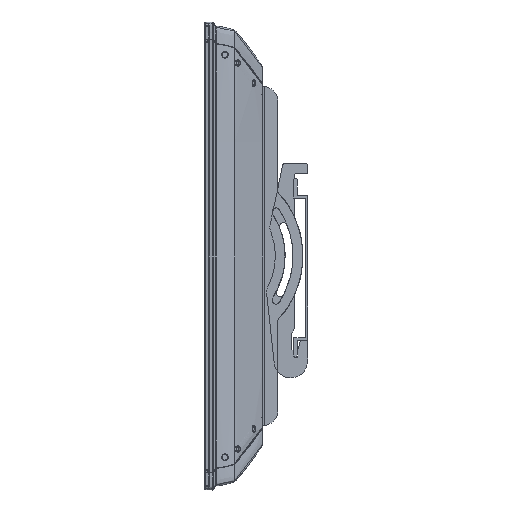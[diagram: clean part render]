
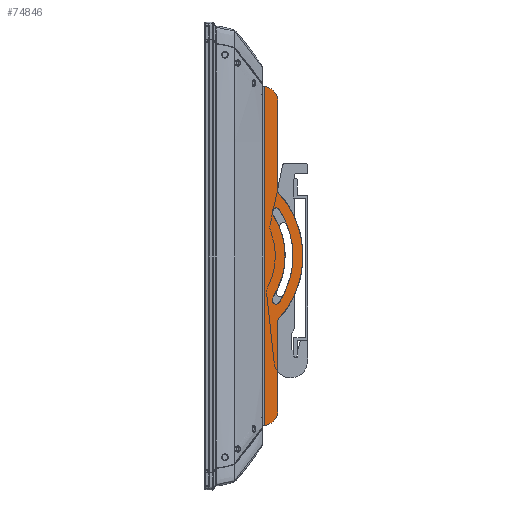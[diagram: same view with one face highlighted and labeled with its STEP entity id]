
A CAD part, left-side view. The second image highlights one B-rep face of the part: STEP entity #74846.
In plain terms, the highlighted planar face has unit normal (-1, 0, 0).
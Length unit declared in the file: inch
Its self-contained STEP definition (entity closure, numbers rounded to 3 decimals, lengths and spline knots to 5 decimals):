
#79 = DIRECTION ( 'NONE',  ( 1., 0., 0. ) ) ;
#1199 = VERTEX_POINT ( 'NONE', #59501 ) ;
#3571 = DIRECTION ( 'NONE',  ( -1., 0., 0. ) ) ;
#6087 = ORIENTED_EDGE ( 'NONE', *, *, #47087, .F. ) ;
#6439 = ORIENTED_EDGE ( 'NONE', *, *, #84963, .T. ) ;
#7184 = CIRCLE ( 'NONE', #59061, 3.84422 ) ;
#8317 = VECTOR ( 'NONE', #18959, 39.37008 ) ;
#9547 = CIRCLE ( 'NONE', #113512, 0.19675 ) ;
#15461 = DIRECTION ( 'NONE',  ( 1., 0., 0. ) ) ;
#18871 = DIRECTION ( 'NONE',  ( 1., 0., 0. ) ) ;
#18959 = DIRECTION ( 'NONE',  ( 0., 0., -1. ) ) ;
#19983 = LINE ( 'NONE', #100532, #115459 ) ;
#23972 = ORIENTED_EDGE ( 'NONE', *, *, #80232, .F. ) ;
#25526 = VERTEX_POINT ( 'NONE', #33728 ) ;
#27972 = DIRECTION ( 'NONE',  ( 0., 0., -1. ) ) ;
#29781 = FACE_OUTER_BOUND ( 'NONE', #81873, .T. ) ;
#31088 = CARTESIAN_POINT ( 'NONE',  ( -11.16368, 3.28675, 2.21325 ) ) ;
#32098 = EDGE_CURVE ( 'NONE', #1199, #25526, #50296, .T. ) ;
#33728 = CARTESIAN_POINT ( 'NONE',  ( -11.16368, 2.6905, 8.49794 ) ) ;
#34284 = CARTESIAN_POINT ( 'NONE',  ( -11.16368, 3.385, 0. ) ) ;
#36819 = EDGE_CURVE ( 'NONE', #178551, #100188, #9547, .T. ) ;
#36865 = DIRECTION ( 'NONE',  ( 0., 0., -1. ) ) ;
#37261 = CARTESIAN_POINT ( 'NONE',  ( -11.16368, 3.28675, 2.21325 ) ) ;
#39304 = VERTEX_POINT ( 'NONE', #108666 ) ;
#39761 = AXIS2_PLACEMENT_3D ( 'NONE', #52601, #15461, #152945 ) ;
#41020 = CIRCLE ( 'NONE', #133395, 0.19675 ) ;
#46447 = DIRECTION ( 'NONE',  ( 1., 0., 0. ) ) ;
#47087 = EDGE_CURVE ( 'NONE', #178551, #174483, #7184, .T. ) ;
#49144 = DIRECTION ( 'NONE',  ( 1., 0., 0. ) ) ;
#50296 = LINE ( 'NONE', #90125, #63918 ) ;
#50927 = CIRCLE ( 'NONE', #102952, 0.75 ) ;
#52601 = CARTESIAN_POINT ( 'NONE',  ( -11.16368, -0.09422, 0. ) ) ;
#53530 = CARTESIAN_POINT ( 'NONE',  ( -11.16368, 3.385, 3.21059 ) ) ;
#54382 = CARTESIAN_POINT ( 'NONE',  ( -11.16368, -0.09422, 0. ) ) ;
#59061 = AXIS2_PLACEMENT_3D ( 'NONE', #84174, #79, #139337 ) ;
#59501 = CARTESIAN_POINT ( 'NONE',  ( -11.16368, 2.6905, -8.49794 ) ) ;
#63428 = EDGE_LOOP ( 'NONE', ( #73431, #168045, #6087, #137804, #141601 ) ) ;
#63918 = VECTOR ( 'NONE', #147075, 39.37008 ) ;
#66210 = AXIS2_PLACEMENT_3D ( 'NONE', #72262, #18871, #36865 ) ;
#69609 = CARTESIAN_POINT ( 'NONE',  ( -11.16368, 2.5, 0. ) ) ;
#72127 = CARTESIAN_POINT ( 'NONE',  ( -11.16368, 3.385, -3.21059 ) ) ;
#72262 = CARTESIAN_POINT ( 'NONE',  ( -11.16368, 2.635, 7.75 ) ) ;
#72463 = ORIENTED_EDGE ( 'NONE', *, *, #127872, .F. ) ;
#73431 = ORIENTED_EDGE ( 'NONE', *, *, #74405, .T. ) ;
#74405 = EDGE_CURVE ( 'NONE', #105494, #39304, #41020, .T. ) ;
#74846 = ADVANCED_FACE ( 'NONE', ( #141022, #29781 ), #127484, .T. ) ;
#75154 = DIRECTION ( 'NONE',  ( 0., 0., -1. ) ) ;
#78800 = CARTESIAN_POINT ( 'NONE',  ( -11.16368, 3.385, -7.75 ) ) ;
#80232 = EDGE_CURVE ( 'NONE', #1199, #81691, #50927, .T. ) ;
#81691 = VERTEX_POINT ( 'NONE', #78800 ) ;
#81873 = EDGE_LOOP ( 'NONE', ( #23972, #138991, #114220, #6439, #72463, #96775 ) ) ;
#84174 = CARTESIAN_POINT ( 'NONE',  ( -11.16368, -0.09422, 0. ) ) ;
#84963 = EDGE_CURVE ( 'NONE', #137644, #170863, #157314, .T. ) ;
#88428 = DIRECTION ( 'NONE',  ( 0., 0., -1. ) ) ;
#90125 = CARTESIAN_POINT ( 'NONE',  ( -11.16368, 2.6905, 8.5 ) ) ;
#91828 = CIRCLE ( 'NONE', #39761, 4.73422 ) ;
#92477 = DIRECTION ( 'NONE',  ( 1., 0., 0. ) ) ;
#94332 = CARTESIAN_POINT ( 'NONE',  ( -11.16368, 2.635, -7.75 ) ) ;
#96014 = DIRECTION ( 'NONE',  ( 0., 0., -1. ) ) ;
#96775 = ORIENTED_EDGE ( 'NONE', *, *, #106181, .T. ) ;
#100188 = VERTEX_POINT ( 'NONE', #122737 ) ;
#100263 = CARTESIAN_POINT ( 'NONE',  ( -11.16368, 3.45137, 2.32101 ) ) ;
#100532 = CARTESIAN_POINT ( 'NONE',  ( -11.16368, 3.385, 0. ) ) ;
#102894 = DIRECTION ( 'NONE',  ( 1., 0., 0. ) ) ;
#102952 = AXIS2_PLACEMENT_3D ( 'NONE', #94332, #49144, #149491 ) ;
#105494 = VERTEX_POINT ( 'NONE', #100263 ) ;
#106181 = EDGE_CURVE ( 'NONE', #113813, #81691, #19983, .T. ) ;
#108666 = CARTESIAN_POINT ( 'NONE',  ( -11.16368, 3.28675, 2.41 ) ) ;
#113512 = AXIS2_PLACEMENT_3D ( 'NONE', #145396, #102894, #88428 ) ;
#113813 = VERTEX_POINT ( 'NONE', #72127 ) ;
#114220 = ORIENTED_EDGE ( 'NONE', *, *, #144196, .F. ) ;
#115459 = VECTOR ( 'NONE', #75154, 39.37008 ) ;
#122737 = CARTESIAN_POINT ( 'NONE',  ( -11.16368, 3.45137, -2.32101 ) ) ;
#124181 = CARTESIAN_POINT ( 'NONE',  ( -11.16368, 3.12213, -2.10549 ) ) ;
#126927 = CIRCLE ( 'NONE', #66210, 0.75 ) ;
#127484 = PLANE ( 'NONE',  #153804 ) ;
#127872 = EDGE_CURVE ( 'NONE', #113813, #170863, #91828, .T. ) ;
#128916 = EDGE_CURVE ( 'NONE', #39304, #174483, #165550, .T. ) ;
#133395 = AXIS2_PLACEMENT_3D ( 'NONE', #31088, #46447, #144106 ) ;
#134073 = DIRECTION ( 'NONE',  ( 0., 0., -1. ) ) ;
#136770 = AXIS2_PLACEMENT_3D ( 'NONE', #37261, #92477, #134073 ) ;
#137644 = VERTEX_POINT ( 'NONE', #165849 ) ;
#137804 = ORIENTED_EDGE ( 'NONE', *, *, #36819, .T. ) ;
#138991 = ORIENTED_EDGE ( 'NONE', *, *, #32098, .T. ) ;
#139337 = DIRECTION ( 'NONE',  ( 0., 0., -1. ) ) ;
#140278 = DIRECTION ( 'NONE',  ( 1., 0., 0. ) ) ;
#141022 = FACE_BOUND ( 'NONE', #63428, .T. ) ;
#141601 = ORIENTED_EDGE ( 'NONE', *, *, #169558, .T. ) ;
#144106 = DIRECTION ( 'NONE',  ( 0., 0., -1. ) ) ;
#144196 = EDGE_CURVE ( 'NONE', #137644, #25526, #126927, .T. ) ;
#145396 = CARTESIAN_POINT ( 'NONE',  ( -11.16368, 3.28675, -2.21325 ) ) ;
#147075 = DIRECTION ( 'NONE',  ( 0., 0., 1. ) ) ;
#149491 = DIRECTION ( 'NONE',  ( 0., 0., -1. ) ) ;
#152945 = DIRECTION ( 'NONE',  ( 0., 0., -1. ) ) ;
#153804 = AXIS2_PLACEMENT_3D ( 'NONE', #69609, #3571, #27972 ) ;
#155612 = CARTESIAN_POINT ( 'NONE',  ( -11.16368, 3.12213, 2.10549 ) ) ;
#157314 = LINE ( 'NONE', #34284, #8317 ) ;
#165550 = CIRCLE ( 'NONE', #136770, 0.19675 ) ;
#165671 = AXIS2_PLACEMENT_3D ( 'NONE', #54382, #140278, #96014 ) ;
#165849 = CARTESIAN_POINT ( 'NONE',  ( -11.16368, 3.385, 7.75 ) ) ;
#168045 = ORIENTED_EDGE ( 'NONE', *, *, #128916, .T. ) ;
#169558 = EDGE_CURVE ( 'NONE', #100188, #105494, #174322, .T. ) ;
#170863 = VERTEX_POINT ( 'NONE', #53530 ) ;
#174322 = CIRCLE ( 'NONE', #165671, 4.23772 ) ;
#174483 = VERTEX_POINT ( 'NONE', #155612 ) ;
#178551 = VERTEX_POINT ( 'NONE', #124181 ) ;
